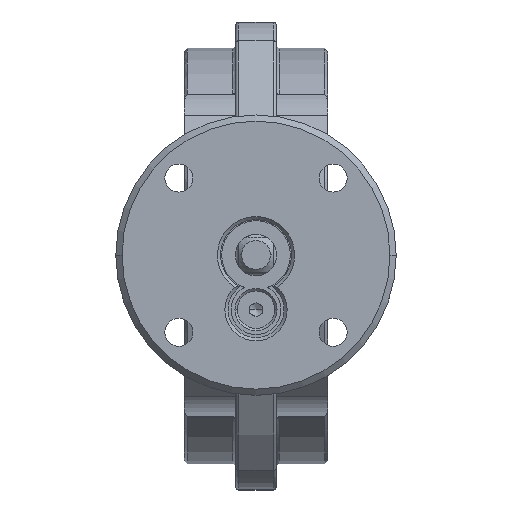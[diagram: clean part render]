
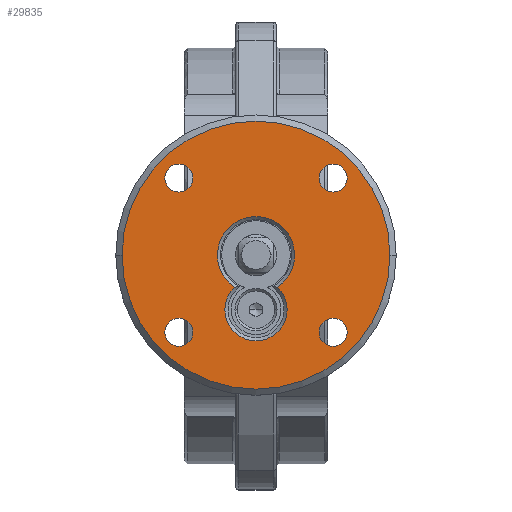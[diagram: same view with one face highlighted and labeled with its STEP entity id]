
A CAD part, top view. The second image highlights one B-rep face of the part: STEP entity #29835.
In plain terms, the highlighted planar face has unit normal (0, 0, 1).
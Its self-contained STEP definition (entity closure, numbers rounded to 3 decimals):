
#132=CARTESIAN_POINT('',(-242.249,-24.749,159.));
#133=VERTEX_POINT('',#132);
#149=CARTESIAN_POINT('',(-251.249,-24.749,159.));
#150=VERTEX_POINT('',#149);
#157=CARTESIAN_POINT('',(-246.749,-24.749,159.));
#158=DIRECTION('',(0.0,0.0,-1.0));
#159=DIRECTION('',(1.0,0.0,0.0));
#160=AXIS2_PLACEMENT_3D('',#157,#158,#159);
#161=CIRCLE('',#160,4.5);
#162=EDGE_CURVE('',#133,#150,#161,.T.);
#174=CARTESIAN_POINT('',(-192.751,-24.749,159.));
#175=VERTEX_POINT('',#174);
#191=CARTESIAN_POINT('',(-201.751,-24.749,159.));
#192=VERTEX_POINT('',#191);
#199=CARTESIAN_POINT('',(-197.251,-24.749,159.));
#200=DIRECTION('',(0.0,0.0,-1.0));
#201=DIRECTION('',(1.0,0.0,0.0));
#202=AXIS2_PLACEMENT_3D('',#199,#200,#201);
#203=CIRCLE('',#202,4.5);
#204=EDGE_CURVE('',#175,#192,#203,.T.);
#216=CARTESIAN_POINT('',(-192.751,24.749,159.));
#217=VERTEX_POINT('',#216);
#233=CARTESIAN_POINT('',(-201.751,24.749,159.));
#234=VERTEX_POINT('',#233);
#241=CARTESIAN_POINT('',(-197.251,24.749,159.));
#242=DIRECTION('',(0.0,0.0,-1.0));
#243=DIRECTION('',(1.0,0.0,0.0));
#244=AXIS2_PLACEMENT_3D('',#241,#242,#243);
#245=CIRCLE('',#244,4.5);
#246=EDGE_CURVE('',#217,#234,#245,.T.);
#258=CARTESIAN_POINT('',(-242.249,24.749,159.));
#259=VERTEX_POINT('',#258);
#275=CARTESIAN_POINT('',(-251.249,24.749,159.));
#276=VERTEX_POINT('',#275);
#283=CARTESIAN_POINT('',(-246.749,24.749,159.));
#284=DIRECTION('',(0.0,0.0,-1.0));
#285=DIRECTION('',(1.0,0.0,0.0));
#286=AXIS2_PLACEMENT_3D('',#283,#284,#285);
#287=CIRCLE('',#286,4.5);
#288=EDGE_CURVE('',#259,#276,#287,.T.);
#522=CARTESIAN_POINT('',(-265.,0.,159.));
#523=VERTEX_POINT('',#522);
#539=CARTESIAN_POINT('',(-179.,0.,159.));
#540=VERTEX_POINT('',#539);
#547=CARTESIAN_POINT('',(-222.,0.,159.));
#548=DIRECTION('',(0.0,0.0,-1.0));
#549=DIRECTION('',(-1.0,0.0,0.0));
#550=AXIS2_PLACEMENT_3D('',#547,#548,#549);
#551=CIRCLE('',#550,43.0);
#552=EDGE_CURVE('',#540,#523,#551,.T.);
#29702=CARTESIAN_POINT('',(-228.907,-10.268,159.));
#29703=VERTEX_POINT('',#29702);
#29711=CARTESIAN_POINT('',(-215.093,-10.268,159.));
#29712=VERTEX_POINT('',#29711);
#29713=CARTESIAN_POINT('',(-222.,-17.5,159.));
#29714=DIRECTION('',(0.0,0.0,1.0));
#29715=DIRECTION('',(1.0,0.0,0.0));
#29716=AXIS2_PLACEMENT_3D('',#29713,#29714,#29715);
#29717=CIRCLE('',#29716,10.0);
#29718=EDGE_CURVE('',#29703,#29712,#29717,.T.);
#29743=CARTESIAN_POINT('',(-222.,0.,159.));
#29744=DIRECTION('',(0.0,0.0,1.0));
#29745=DIRECTION('',(1.0,0.0,0.0));
#29746=AXIS2_PLACEMENT_3D('',#29743,#29744,#29745);
#29747=CIRCLE('',#29746,12.375);
#29748=EDGE_CURVE('',#29712,#29703,#29747,.T.);
#29776=CARTESIAN_POINT('',(-222.,0.,159.));
#29777=DIRECTION('',(0.0,0.0,1.0));
#29778=DIRECTION('',(-1.0,0.0,0.0));
#29779=AXIS2_PLACEMENT_3D('',#29776,#29777,#29778);
#29780=PLANE('',#29779);
#29781=ORIENTED_EDGE('',*,*,#552,.F.);
#29782=CARTESIAN_POINT('',(-222.,0.,159.));
#29783=DIRECTION('',(0.0,0.0,-1.0));
#29784=DIRECTION('',(-1.0,0.0,0.0));
#29785=AXIS2_PLACEMENT_3D('',#29782,#29783,#29784);
#29786=CIRCLE('',#29785,43.0);
#29787=EDGE_CURVE('',#523,#540,#29786,.T.);
#29788=ORIENTED_EDGE('',*,*,#29787,.F.);
#29789=EDGE_LOOP('',(#29781,#29788));
#29790=FACE_OUTER_BOUND('',#29789,.T.);
#29791=CARTESIAN_POINT('',(-246.749,-24.749,159.));
#29792=DIRECTION('',(0.0,0.0,-1.0));
#29793=DIRECTION('',(1.0,0.0,0.0));
#29794=AXIS2_PLACEMENT_3D('',#29791,#29792,#29793);
#29795=CIRCLE('',#29794,4.5);
#29796=EDGE_CURVE('',#150,#133,#29795,.T.);
#29797=ORIENTED_EDGE('',*,*,#29796,.T.);
#29798=ORIENTED_EDGE('',*,*,#162,.T.);
#29799=EDGE_LOOP('',(#29797,#29798));
#29800=FACE_BOUND('',#29799,.T.);
#29801=CARTESIAN_POINT('',(-197.251,-24.749,159.));
#29802=DIRECTION('',(0.0,0.0,-1.0));
#29803=DIRECTION('',(1.0,0.0,0.0));
#29804=AXIS2_PLACEMENT_3D('',#29801,#29802,#29803);
#29805=CIRCLE('',#29804,4.5);
#29806=EDGE_CURVE('',#192,#175,#29805,.T.);
#29807=ORIENTED_EDGE('',*,*,#29806,.T.);
#29808=ORIENTED_EDGE('',*,*,#204,.T.);
#29809=EDGE_LOOP('',(#29807,#29808));
#29810=FACE_BOUND('',#29809,.T.);
#29811=CARTESIAN_POINT('',(-197.251,24.749,159.));
#29812=DIRECTION('',(0.0,0.0,-1.0));
#29813=DIRECTION('',(1.0,0.0,0.0));
#29814=AXIS2_PLACEMENT_3D('',#29811,#29812,#29813);
#29815=CIRCLE('',#29814,4.5);
#29816=EDGE_CURVE('',#234,#217,#29815,.T.);
#29817=ORIENTED_EDGE('',*,*,#29816,.T.);
#29818=ORIENTED_EDGE('',*,*,#246,.T.);
#29819=EDGE_LOOP('',(#29817,#29818));
#29820=FACE_BOUND('',#29819,.T.);
#29821=CARTESIAN_POINT('',(-246.749,24.749,159.));
#29822=DIRECTION('',(0.0,0.0,-1.0));
#29823=DIRECTION('',(1.0,0.0,0.0));
#29824=AXIS2_PLACEMENT_3D('',#29821,#29822,#29823);
#29825=CIRCLE('',#29824,4.5);
#29826=EDGE_CURVE('',#276,#259,#29825,.T.);
#29827=ORIENTED_EDGE('',*,*,#29826,.T.);
#29828=ORIENTED_EDGE('',*,*,#288,.T.);
#29829=EDGE_LOOP('',(#29827,#29828));
#29830=FACE_BOUND('',#29829,.T.);
#29831=ORIENTED_EDGE('',*,*,#29718,.F.);
#29832=ORIENTED_EDGE('',*,*,#29748,.F.);
#29833=EDGE_LOOP('',(#29831,#29832));
#29834=FACE_BOUND('',#29833,.T.);
#29835=ADVANCED_FACE('',(#29790,#29800,#29810,#29820,#29830,#29834),#29780,.T.);
